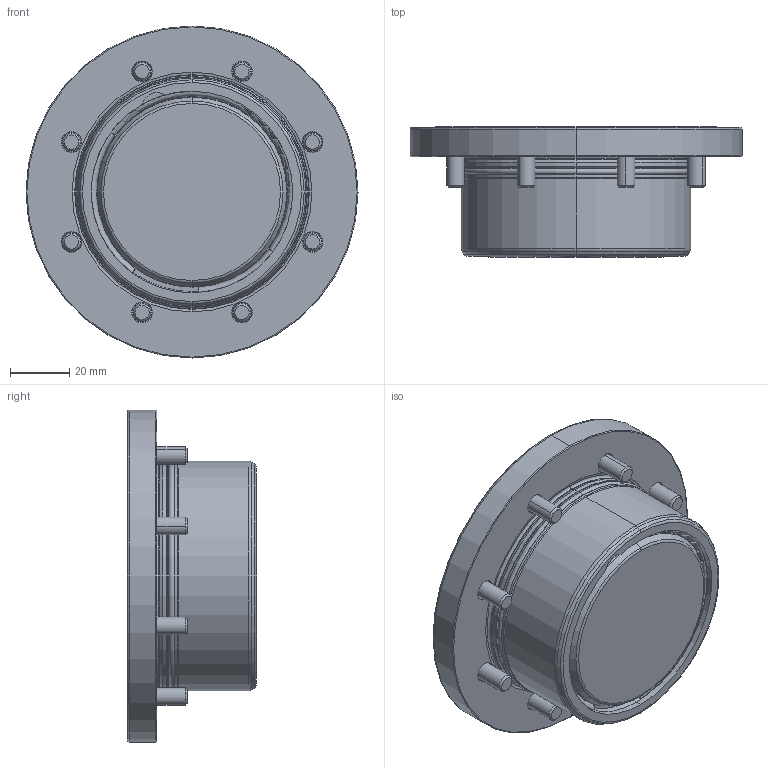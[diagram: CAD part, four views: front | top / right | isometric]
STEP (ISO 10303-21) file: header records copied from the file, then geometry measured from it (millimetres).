
FILE_DESCRIPTION (( 'STEP AP203' ), '1' );
FILE_NAME ('STARK_8000 201_A.STEP', '2015-05-26T08:37:36', ( '' ), ( '' ), 'SwSTEP 2.0', 'SolidWorks 2015', '' );
FILE_SCHEMA (( 'CONFIG_CONTROL_DESIGN' ));
Length unit declared in the file: millimetre
Products named in the file (1): STARK_8000 201_A
Bounding box: 112 x 43.8 x 112 mm (x, y, z)
Volume: 226386.5 mm3; surface area: 42383.9 mm2
Topology: 1 solids, 1 shells, 369 faces, 778 edges, 472 vertices
Faces by surface type: plane 103, cone 91, cylinder 84, torus 67, sphere 24
Entity records: 10718 total; most frequent: CARTESIAN_POINT 2416, DIRECTION 1918, ORIENTED_EDGE 1556, AXIS2_PLACEMENT_3D 797, EDGE_CURVE 778, VERTEX_POINT 472, EDGE_LOOP 430, CIRCLE 427
